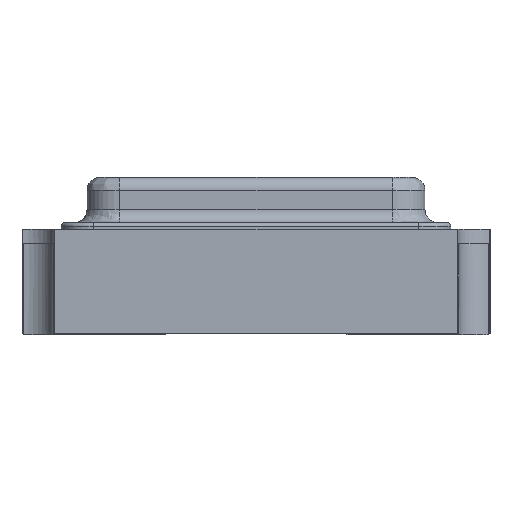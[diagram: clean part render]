
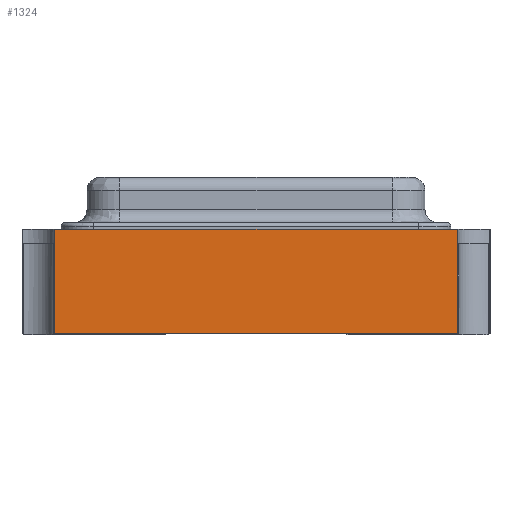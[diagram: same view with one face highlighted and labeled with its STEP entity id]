
A CAD part, left-side view. The second image highlights one B-rep face of the part: STEP entity #1324.
In plain terms, the highlighted planar face has unit normal (-1, 0, 0).
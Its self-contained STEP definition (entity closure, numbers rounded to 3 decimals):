
#827 = VERTEX_POINT('',#828);
#828 = CARTESIAN_POINT('',(-3.,1.555,0.81));
#835 = EDGE_CURVE('',#827,#836,#838,.T.);
#836 = VERTEX_POINT('',#837);
#837 = CARTESIAN_POINT('',(-3.,-1.545,0.81));
#838 = LINE('',#839,#840);
#839 = CARTESIAN_POINT('',(-3.,0.005,0.81));
#840 = VECTOR('',#841,1.);
#841 = DIRECTION('',(0.,-1.,0.));
#1210 = EDGE_CURVE('',#1211,#836,#1213,.T.);
#1211 = VERTEX_POINT('',#1212);
#1212 = CARTESIAN_POINT('',(-3.,-1.545,0.01));
#1213 = LINE('',#1214,#1215);
#1214 = CARTESIAN_POINT('',(-3.,-1.545,0.01));
#1215 = VECTOR('',#1216,1.);
#1216 = DIRECTION('',(0.,0.,1.));
#1324 = ADVANCED_FACE('',(#1325),#1343,.T.);
#1325 = FACE_BOUND('',#1326,.T.);
#1326 = EDGE_LOOP('',(#1327,#1335,#1336,#1337));
#1327 = ORIENTED_EDGE('',*,*,#1328,.T.);
#1328 = EDGE_CURVE('',#1329,#1211,#1331,.T.);
#1329 = VERTEX_POINT('',#1330);
#1330 = CARTESIAN_POINT('',(-3.,1.555,0.01));
#1331 = LINE('',#1332,#1333);
#1332 = CARTESIAN_POINT('',(-3.,0.005,0.01));
#1333 = VECTOR('',#1334,1.);
#1334 = DIRECTION('',(0.,-1.,0.));
#1335 = ORIENTED_EDGE('',*,*,#1210,.T.);
#1336 = ORIENTED_EDGE('',*,*,#835,.F.);
#1337 = ORIENTED_EDGE('',*,*,#1338,.T.);
#1338 = EDGE_CURVE('',#827,#1329,#1339,.T.);
#1339 = LINE('',#1340,#1341);
#1340 = CARTESIAN_POINT('',(-3.,1.555,0.01));
#1341 = VECTOR('',#1342,1.);
#1342 = DIRECTION('',(0.,0.,-1.));
#1343 = PLANE('',#1344);
#1344 = AXIS2_PLACEMENT_3D('',#1345,#1346,#1347);
#1345 = CARTESIAN_POINT('',(-3.,0.005,0.01));
#1346 = DIRECTION('',(-1.,0.,0.));
#1347 = DIRECTION('',(0.,0.,1.));
